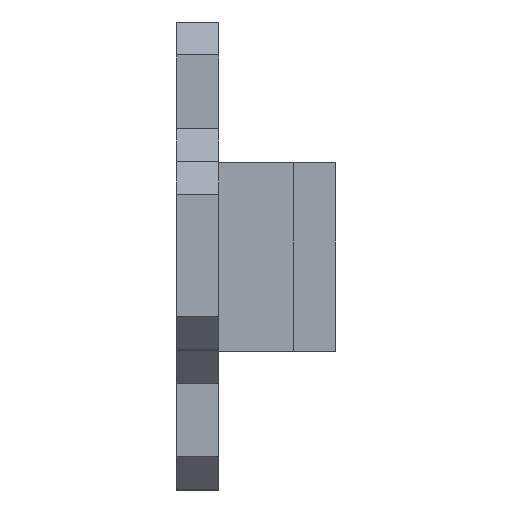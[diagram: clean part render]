
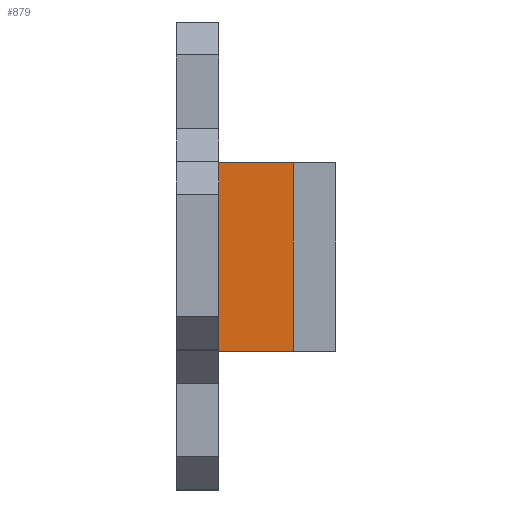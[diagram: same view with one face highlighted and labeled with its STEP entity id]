
A CAD part, top view. The second image highlights one B-rep face of the part: STEP entity #879.
In plain terms, the highlighted planar face has unit normal (0, 0, 1).
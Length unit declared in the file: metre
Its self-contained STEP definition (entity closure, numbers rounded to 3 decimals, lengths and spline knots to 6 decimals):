
#114=ORIENTED_EDGE('',*,*,#330,.F.);
#115=ORIENTED_EDGE('',*,*,#345,.T.);
#116=ORIENTED_EDGE('',*,*,#333,.T.);
#117=ORIENTED_EDGE('',*,*,#299,.F.);
#299=EDGE_CURVE('',#419,#420,#498,.T.);
#330=EDGE_CURVE('',#447,#419,#529,.T.);
#333=EDGE_CURVE('',#449,#420,#532,.T.);
#345=EDGE_CURVE('',#447,#449,#544,.T.);
#419=VERTEX_POINT('',#1270);
#420=VERTEX_POINT('',#1272);
#447=VERTEX_POINT('',#1330);
#449=VERTEX_POINT('',#1337);
#498=LINE('',#1271,#600);
#529=LINE('',#1331,#631);
#532=LINE('',#1336,#634);
#544=LINE('',#1359,#646);
#600=VECTOR('',#1029,1.);
#631=VECTOR('',#1062,1.);
#634=VECTOR('',#1067,1.);
#646=VECTOR('',#1087,1.);
#706=EDGE_LOOP('',(#114,#115,#116,#117));
#778=FACE_BOUND('',#706,.T.);
#843=PLANE('',#946);
#879=ADVANCED_FACE('',(#778),#843,.F.);
#946=AXIS2_PLACEMENT_3D('',#1358,#1085,#1086);
#1029=DIRECTION('',(0.,1.,0.));
#1062=DIRECTION('',(-1.,0.,0.));
#1067=DIRECTION('',(-1.,0.,0.));
#1085=DIRECTION('',(0.,0.,-1.));
#1086=DIRECTION('',(-1.,0.,0.));
#1087=DIRECTION('',(0.,1.,0.));
#1270=CARTESIAN_POINT('',(-0.0285,0.105432,0.));
#1271=CARTESIAN_POINT('',(-0.0285,0.100568,0.));
#1272=CARTESIAN_POINT('',(-0.0285,0.125568,0.));
#1330=CARTESIAN_POINT('',(-0.0205,0.105432,0.));
#1331=CARTESIAN_POINT('',(-0.020998,0.105432,0.));
#1336=CARTESIAN_POINT('',(-0.020998,0.125568,0.));
#1337=CARTESIAN_POINT('',(-0.0205,0.125568,0.));
#1358=CARTESIAN_POINT('',(-0.020998,0.1155,0.));
#1359=CARTESIAN_POINT('',(-0.0205,0.100568,0.));
